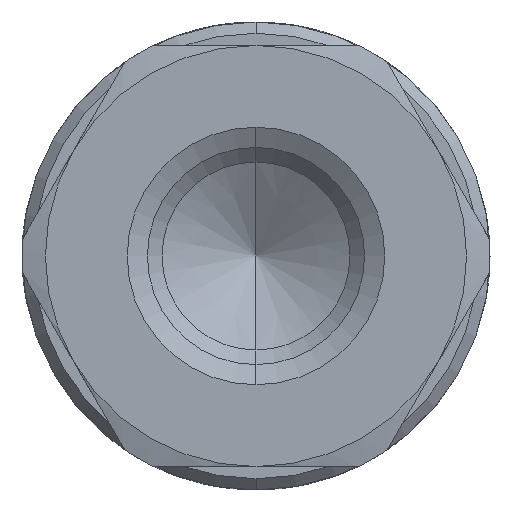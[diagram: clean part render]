
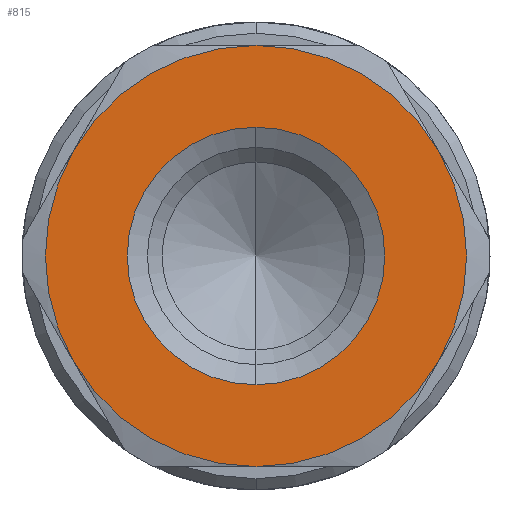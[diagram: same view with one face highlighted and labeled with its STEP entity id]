
A CAD part, left-side view. The second image highlights one B-rep face of the part: STEP entity #815.
In plain terms, the highlighted planar face has unit normal (-1, 0, 0).
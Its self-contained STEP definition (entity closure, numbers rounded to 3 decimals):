
#76 = AXIS2_PLACEMENT_3D ( 'NONE', #1609, #8901, #9618 ) ;
#82 = CARTESIAN_POINT ( 'NONE',  ( 0., 14.288, 0. ) ) ;
#90 = DIRECTION ( 'NONE',  ( -1., 0., 0. ) ) ;
#189 = AXIS2_PLACEMENT_3D ( 'NONE', #6323, #6244, #9503 ) ;
#317 = ORIENTED_EDGE ( 'NONE', *, *, #341, .F. ) ;
#341 = EDGE_CURVE ( 'NONE', #5417, #8645, #6318, .T. ) ;
#516 = CIRCLE ( 'NONE', #8667, 14.287 ) ;
#525 = DIRECTION ( 'NONE',  ( -1., 0., 0. ) ) ;
#563 = CARTESIAN_POINT ( 'NONE',  ( 0., 14.288, 0. ) ) ;
#815 = ADVANCED_FACE ( 'NONE', ( #9771, #10031 ), #6941, .T. ) ;
#882 = EDGE_CURVE ( 'NONE', #8645, #5417, #2502, .T. ) ;
#906 = VERTEX_POINT ( 'NONE', #6279 ) ;
#911 = DIRECTION ( 'NONE',  ( 0., 0., 1. ) ) ;
#1178 = EDGE_CURVE ( 'NONE', #4125, #3944, #5805, .T. ) ;
#1368 = VERTEX_POINT ( 'NONE', #6885 ) ;
#1536 = CARTESIAN_POINT ( 'NONE',  ( 0., 1.914, -7.144 ) ) ;
#1609 = CARTESIAN_POINT ( 'NONE',  ( 0., 14.288, 0. ) ) ;
#1768 = AXIS2_PLACEMENT_3D ( 'NONE', #3376, #90, #911 ) ;
#1985 = DIRECTION ( 'NONE',  ( 0., 0., 1. ) ) ;
#2502 = CIRCLE ( 'NONE', #189, 8.738 ) ;
#2525 = EDGE_CURVE ( 'NONE', #1368, #906, #4290, .T. ) ;
#2621 = DIRECTION ( 'NONE',  ( 0., 0., 1. ) ) ;
#2725 = DIRECTION ( 'NONE',  ( -1., 0., 0. ) ) ;
#2967 = ORIENTED_EDGE ( 'NONE', *, *, #4889, .T. ) ;
#3184 = CARTESIAN_POINT ( 'NONE',  ( 0., 14.288, 8.738 ) ) ;
#3376 = CARTESIAN_POINT ( 'NONE',  ( 0., 14.288, 0. ) ) ;
#3448 = ORIENTED_EDGE ( 'NONE', *, *, #2525, .T. ) ;
#3507 = AXIS2_PLACEMENT_3D ( 'NONE', #3708, #4536, #10230 ) ;
#3663 = ORIENTED_EDGE ( 'NONE', *, *, #882, .F. ) ;
#3708 = CARTESIAN_POINT ( 'NONE',  ( 0., 0., 0. ) ) ;
#3807 = ORIENTED_EDGE ( 'NONE', *, *, #4386, .T. ) ;
#3944 = VERTEX_POINT ( 'NONE', #10379 ) ;
#4125 = VERTEX_POINT ( 'NONE', #1536 ) ;
#4282 = ORIENTED_EDGE ( 'NONE', *, *, #6615, .T. ) ;
#4290 = CIRCLE ( 'NONE', #1768, 14.287 ) ;
#4386 = EDGE_CURVE ( 'NONE', #906, #4125, #10503, .T. ) ;
#4536 = DIRECTION ( 'NONE',  ( -1., 0., 0. ) ) ;
#4629 = CIRCLE ( 'NONE', #8940, 14.287 ) ;
#4889 = EDGE_CURVE ( 'NONE', #3944, #7357, #4629, .T. ) ;
#4953 = EDGE_LOOP ( 'NONE', ( #4282, #10025, #3448, #3807, #7214, #2967 ) ) ;
#5417 = VERTEX_POINT ( 'NONE', #3184 ) ;
#5527 = AXIS2_PLACEMENT_3D ( 'NONE', #8479, #10061, #1985 ) ;
#5805 = CIRCLE ( 'NONE', #7368, 14.287 ) ;
#5879 = VERTEX_POINT ( 'NONE', #10345 ) ;
#5956 = AXIS2_PLACEMENT_3D ( 'NONE', #7965, #8761, #7284 ) ;
#6244 = DIRECTION ( 'NONE',  ( -1., 0., 0. ) ) ;
#6279 = CARTESIAN_POINT ( 'NONE',  ( 0., 14.288, -14.288 ) ) ;
#6284 = CIRCLE ( 'NONE', #5956, 14.287 ) ;
#6318 = CIRCLE ( 'NONE', #76, 8.738 ) ;
#6323 = CARTESIAN_POINT ( 'NONE',  ( 0., 14.288, 0. ) ) ;
#6615 = EDGE_CURVE ( 'NONE', #7357, #5879, #516, .T. ) ;
#6885 = CARTESIAN_POINT ( 'NONE',  ( 0., 26.661, -7.144 ) ) ;
#6941 = PLANE ( 'NONE',  #3507 ) ;
#7011 = DIRECTION ( 'NONE',  ( 0., 0., 1. ) ) ;
#7214 = ORIENTED_EDGE ( 'NONE', *, *, #1178, .T. ) ;
#7284 = DIRECTION ( 'NONE',  ( 0., 0., 1. ) ) ;
#7357 = VERTEX_POINT ( 'NONE', #9472 ) ;
#7368 = AXIS2_PLACEMENT_3D ( 'NONE', #7627, #2725, #8531 ) ;
#7627 = CARTESIAN_POINT ( 'NONE',  ( 0., 14.288, 0. ) ) ;
#7965 = CARTESIAN_POINT ( 'NONE',  ( 0., 14.288, 0. ) ) ;
#8247 = CARTESIAN_POINT ( 'NONE',  ( 0., 14.288, -8.738 ) ) ;
#8297 = EDGE_LOOP ( 'NONE', ( #317, #3663 ) ) ;
#8479 = CARTESIAN_POINT ( 'NONE',  ( 0., 14.288, 0. ) ) ;
#8531 = DIRECTION ( 'NONE',  ( 0., 0., 1. ) ) ;
#8645 = VERTEX_POINT ( 'NONE', #8247 ) ;
#8667 = AXIS2_PLACEMENT_3D ( 'NONE', #82, #8989, #2621 ) ;
#8761 = DIRECTION ( 'NONE',  ( -1., 0., 0. ) ) ;
#8901 = DIRECTION ( 'NONE',  ( -1., 0., 0. ) ) ;
#8940 = AXIS2_PLACEMENT_3D ( 'NONE', #563, #525, #7011 ) ;
#8989 = DIRECTION ( 'NONE',  ( -1., 0., 0. ) ) ;
#9225 = EDGE_CURVE ( 'NONE', #5879, #1368, #6284, .T. ) ;
#9472 = CARTESIAN_POINT ( 'NONE',  ( 0., 14.288, 14.288 ) ) ;
#9503 = DIRECTION ( 'NONE',  ( 0., 0., 1. ) ) ;
#9618 = DIRECTION ( 'NONE',  ( 0., 0., 1. ) ) ;
#9771 = FACE_OUTER_BOUND ( 'NONE', #4953, .T. ) ;
#10025 = ORIENTED_EDGE ( 'NONE', *, *, #9225, .T. ) ;
#10031 = FACE_BOUND ( 'NONE', #8297, .T. ) ;
#10061 = DIRECTION ( 'NONE',  ( -1., 0., 0. ) ) ;
#10230 = DIRECTION ( 'NONE',  ( 0., 0., 1. ) ) ;
#10345 = CARTESIAN_POINT ( 'NONE',  ( 0., 26.661, 7.144 ) ) ;
#10379 = CARTESIAN_POINT ( 'NONE',  ( 0., 1.914, 7.144 ) ) ;
#10503 = CIRCLE ( 'NONE', #5527, 14.287 ) ;
